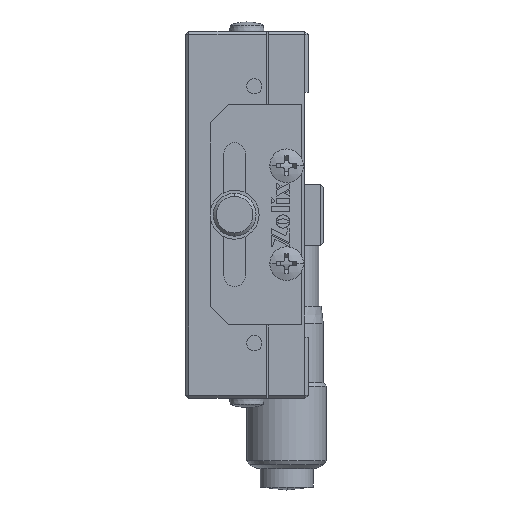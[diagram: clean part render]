
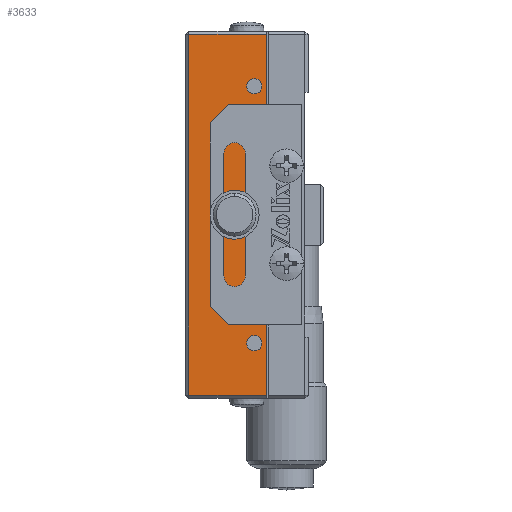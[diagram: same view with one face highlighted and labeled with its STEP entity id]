
A CAD part, left-side view. The second image highlights one B-rep face of the part: STEP entity #3633.
In plain terms, the highlighted planar face has unit normal (-1, 0, 0).
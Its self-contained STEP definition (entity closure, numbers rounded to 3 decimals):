
#34 = ORIENTED_EDGE ( 'NONE', *, *, #9195, .T. ) ;
#133 = EDGE_CURVE ( 'NONE', #19454, #23013, #15125, .T. ) ;
#195 = CARTESIAN_POINT ( 'NONE',  ( -31.678, -8.172, 92.3 ) ) ;
#339 = ORIENTED_EDGE ( 'NONE', *, *, #6016, .F. ) ;
#345 = CARTESIAN_POINT ( 'NONE',  ( -31.678, -8.172, 50.3 ) ) ;
#487 = EDGE_CURVE ( 'NONE', #898, #8759, #706, .T. ) ;
#706 = CIRCLE ( 'NONE', #23899, 1.25 ) ;
#898 = VERTEX_POINT ( 'NONE', #23158 ) ;
#1067 = CARTESIAN_POINT ( 'NONE',  ( -31.678, -4.972, 70.05 ) ) ;
#1980 = CARTESIAN_POINT ( 'NONE',  ( -31.678, -4.972, 71.3 ) ) ;
#2134 = AXIS2_PLACEMENT_3D ( 'NONE', #10135, #23167, #11993 ) ;
#2622 = VERTEX_POINT ( 'NONE', #21434 ) ;
#2680 = CARTESIAN_POINT ( 'NONE',  ( -31.678, -8.172, 81.05 ) ) ;
#2890 = DIRECTION ( 'NONE',  ( 0., 0., 1. ) ) ;
#3148 = VECTOR ( 'NONE', #11613, 1000. ) ;
#3182 = ORIENTED_EDGE ( 'NONE', *, *, #4520, .F. ) ;
#3633 = ADVANCED_FACE ( 'NONE', ( #13644, #18013, #16839, #19182, #21785, #16254 ), #5386, .T. ) ;
#3755 = VECTOR ( 'NONE', #8678, 1000. ) ;
#4013 = EDGE_CURVE ( 'NONE', #8759, #898, #10103, .T. ) ;
#4038 = VERTEX_POINT ( 'NONE', #18083 ) ;
#4445 = AXIS2_PLACEMENT_3D ( 'NONE', #6822, #20044, #10820 ) ;
#4509 = CARTESIAN_POINT ( 'NONE',  ( -31.678, -10.172, 100.8 ) ) ;
#4520 = EDGE_CURVE ( 'NONE', #8131, #11142, #5422, .T. ) ;
#4526 = CARTESIAN_POINT ( 'NONE',  ( -31.678, 2.528, 41.3 ) ) ;
#4702 = CARTESIAN_POINT ( 'NONE',  ( -31.678, -8.172, 50.3 ) ) ;
#4864 = EDGE_CURVE ( 'NONE', #4038, #21421, #5988, .T. ) ;
#4904 = CARTESIAN_POINT ( 'NONE',  ( -31.678, -8.172, 92.3 ) ) ;
#4926 = ORIENTED_EDGE ( 'NONE', *, *, #8313, .F. ) ;
#5046 = ORIENTED_EDGE ( 'NONE', *, *, #4864, .T. ) ;
#5305 = DIRECTION ( 'NONE',  ( -1., 0., 0. ) ) ;
#5386 = PLANE ( 'NONE',  #15387 ) ;
#5422 = CIRCLE ( 'NONE', #9779, 1.25 ) ;
#5429 = CARTESIAN_POINT ( 'NONE',  ( -31.678, -10.172, 41.8 ) ) ;
#5458 = DIRECTION ( 'NONE',  ( 0., 0., 1. ) ) ;
#5667 = CARTESIAN_POINT ( 'NONE',  ( -31.678, -8.172, 49.05 ) ) ;
#5827 = CARTESIAN_POINT ( 'NONE',  ( -31.678, -10.172, 41.3 ) ) ;
#5988 = LINE ( 'NONE', #4526, #8020 ) ;
#6016 = EDGE_CURVE ( 'NONE', #9731, #20574, #10286, .T. ) ;
#6151 = ORIENTED_EDGE ( 'NONE', *, *, #4013, .F. ) ;
#6203 = AXIS2_PLACEMENT_3D ( 'NONE', #4904, #23420, #2890 ) ;
#6252 = CARTESIAN_POINT ( 'NONE',  ( -31.678, -8.172, 82.3 ) ) ;
#6269 = ORIENTED_EDGE ( 'NONE', *, *, #11554, .F. ) ;
#6429 = CIRCLE ( 'NONE', #14724, 1.25 ) ;
#6481 = DIRECTION ( 'NONE',  ( 0., 0., 1. ) ) ;
#6619 = AXIS2_PLACEMENT_3D ( 'NONE', #6252, #10078, #13916 ) ;
#6631 = CARTESIAN_POINT ( 'NONE',  ( -31.678, -8.172, 82.3 ) ) ;
#6822 = CARTESIAN_POINT ( 'NONE',  ( -31.678, -8.172, 60.3 ) ) ;
#7015 = CARTESIAN_POINT ( 'NONE',  ( -31.678, -8.172, 51.55 ) ) ;
#7050 = CARTESIAN_POINT ( 'NONE',  ( -31.678, -8.172, 83.55 ) ) ;
#7499 = VERTEX_POINT ( 'NONE', #20953 ) ;
#8020 = VECTOR ( 'NONE', #8266, 1000. ) ;
#8131 = VERTEX_POINT ( 'NONE', #2680 ) ;
#8266 = DIRECTION ( 'NONE',  ( 0., 0., -1. ) ) ;
#8309 = CIRCLE ( 'NONE', #2134, 1.25 ) ;
#8313 = EDGE_CURVE ( 'NONE', #7499, #2622, #6429, .T. ) ;
#8354 = DIRECTION ( 'NONE',  ( -1., 0., 0. ) ) ;
#8678 = DIRECTION ( 'NONE',  ( 0., 1., 0. ) ) ;
#8688 = LINE ( 'NONE', #5827, #3148 ) ;
#8759 = VERTEX_POINT ( 'NONE', #9280 ) ;
#8844 = EDGE_LOOP ( 'NONE', ( #6151, #13825 ) ) ;
#9195 = EDGE_CURVE ( 'NONE', #13653, #4038, #13684, .T. ) ;
#9280 = CARTESIAN_POINT ( 'NONE',  ( -31.678, -8.172, 61.55 ) ) ;
#9496 = CARTESIAN_POINT ( 'NONE',  ( -31.678, -4.972, 72.55 ) ) ;
#9731 = VERTEX_POINT ( 'NONE', #7015 ) ;
#9779 = AXIS2_PLACEMENT_3D ( 'NONE', #6631, #19539, #6481 ) ;
#10078 = DIRECTION ( 'NONE',  ( -1., 0., 0. ) ) ;
#10103 = CIRCLE ( 'NONE', #4445, 1.25 ) ;
#10135 = CARTESIAN_POINT ( 'NONE',  ( -31.678, -4.972, 71.3 ) ) ;
#10247 = DIRECTION ( 'NONE',  ( 0., 0., 1. ) ) ;
#10286 = CIRCLE ( 'NONE', #19027, 1.25 ) ;
#10820 = DIRECTION ( 'NONE',  ( 0., 0., 1. ) ) ;
#11142 = VERTEX_POINT ( 'NONE', #7050 ) ;
#11554 = EDGE_CURVE ( 'NONE', #23013, #19454, #8309, .T. ) ;
#11613 = DIRECTION ( 'NONE',  ( 0., 0., 1. ) ) ;
#11830 = EDGE_CURVE ( 'NONE', #11142, #8131, #13860, .T. ) ;
#11993 = DIRECTION ( 'NONE',  ( 0., 0., 1. ) ) ;
#12228 = EDGE_LOOP ( 'NONE', ( #339, #14027 ) ) ;
#12598 = CARTESIAN_POINT ( 'NONE',  ( -31.678, 2.528, 41.8 ) ) ;
#12841 = DIRECTION ( 'NONE',  ( 0., -1., 0. ) ) ;
#13024 = DIRECTION ( 'NONE',  ( -1., 0., 0. ) ) ;
#13199 = DIRECTION ( 'NONE',  ( 0., 0., 1. ) ) ;
#13209 = DIRECTION ( 'NONE',  ( -1., 0., 0. ) ) ;
#13641 = CIRCLE ( 'NONE', #6203, 1.25 ) ;
#13644 = FACE_OUTER_BOUND ( 'NONE', #21232, .T. ) ;
#13653 = VERTEX_POINT ( 'NONE', #4509 ) ;
#13684 = LINE ( 'NONE', #19947, #3755 ) ;
#13825 = ORIENTED_EDGE ( 'NONE', *, *, #487, .F. ) ;
#13860 = CIRCLE ( 'NONE', #6619, 1.25 ) ;
#13911 = AXIS2_PLACEMENT_3D ( 'NONE', #345, #22554, #13199 ) ;
#13916 = DIRECTION ( 'NONE',  ( 0., 0., 1. ) ) ;
#14027 = ORIENTED_EDGE ( 'NONE', *, *, #22701, .F. ) ;
#14254 = AXIS2_PLACEMENT_3D ( 'NONE', #1980, #13024, #14760 ) ;
#14518 = VECTOR ( 'NONE', #12841, 1000. ) ;
#14724 = AXIS2_PLACEMENT_3D ( 'NONE', #195, #13209, #5458 ) ;
#14760 = DIRECTION ( 'NONE',  ( 0., 0., 1. ) ) ;
#14771 = DIRECTION ( 'NONE',  ( -1., 0., 0. ) ) ;
#14965 = EDGE_CURVE ( 'NONE', #16132, #13653, #8688, .T. ) ;
#15102 = LINE ( 'NONE', #5429, #14518 ) ;
#15125 = CIRCLE ( 'NONE', #14254, 1.25 ) ;
#15279 = EDGE_CURVE ( 'NONE', #2622, #7499, #13641, .T. ) ;
#15387 = AXIS2_PLACEMENT_3D ( 'NONE', #22165, #5305, #18352 ) ;
#15695 = CARTESIAN_POINT ( 'NONE',  ( -31.678, -10.172, 41.8 ) ) ;
#16132 = VERTEX_POINT ( 'NONE', #15695 ) ;
#16254 = FACE_BOUND ( 'NONE', #22904, .T. ) ;
#16629 = CARTESIAN_POINT ( 'NONE',  ( -31.678, -8.172, 60.3 ) ) ;
#16839 = FACE_BOUND ( 'NONE', #8844, .T. ) ;
#17682 = ORIENTED_EDGE ( 'NONE', *, *, #133, .F. ) ;
#18013 = FACE_BOUND ( 'NONE', #23723, .T. ) ;
#18083 = CARTESIAN_POINT ( 'NONE',  ( -31.678, 2.528, 100.8 ) ) ;
#18352 = DIRECTION ( 'NONE',  ( 0., 0., 1. ) ) ;
#19027 = AXIS2_PLACEMENT_3D ( 'NONE', #4702, #8354, #10247 ) ;
#19182 = FACE_BOUND ( 'NONE', #12228, .T. ) ;
#19454 = VERTEX_POINT ( 'NONE', #9496 ) ;
#19539 = DIRECTION ( 'NONE',  ( -1., 0., 0. ) ) ;
#19629 = ORIENTED_EDGE ( 'NONE', *, *, #15279, .F. ) ;
#19947 = CARTESIAN_POINT ( 'NONE',  ( -31.678, -10.172, 100.8 ) ) ;
#20044 = DIRECTION ( 'NONE',  ( -1., 0., 0. ) ) ;
#20574 = VERTEX_POINT ( 'NONE', #5667 ) ;
#20953 = CARTESIAN_POINT ( 'NONE',  ( -31.678, -8.172, 93.55 ) ) ;
#21232 = EDGE_LOOP ( 'NONE', ( #23771, #34, #5046, #21823 ) ) ;
#21335 = EDGE_CURVE ( 'NONE', #21421, #16132, #15102, .T. ) ;
#21421 = VERTEX_POINT ( 'NONE', #12598 ) ;
#21434 = CARTESIAN_POINT ( 'NONE',  ( -31.678, -8.172, 91.05 ) ) ;
#21470 = ORIENTED_EDGE ( 'NONE', *, *, #11830, .F. ) ;
#21753 = CIRCLE ( 'NONE', #13911, 1.25 ) ;
#21785 = FACE_BOUND ( 'NONE', #24130, .T. ) ;
#21823 = ORIENTED_EDGE ( 'NONE', *, *, #21335, .T. ) ;
#22165 = CARTESIAN_POINT ( 'NONE',  ( -31.678, -10.172, 41.3 ) ) ;
#22554 = DIRECTION ( 'NONE',  ( -1., 0., 0. ) ) ;
#22701 = EDGE_CURVE ( 'NONE', #20574, #9731, #21753, .T. ) ;
#22904 = EDGE_LOOP ( 'NONE', ( #21470, #3182 ) ) ;
#23013 = VERTEX_POINT ( 'NONE', #1067 ) ;
#23158 = CARTESIAN_POINT ( 'NONE',  ( -31.678, -8.172, 59.05 ) ) ;
#23167 = DIRECTION ( 'NONE',  ( -1., 0., 0. ) ) ;
#23420 = DIRECTION ( 'NONE',  ( -1., 0., 0. ) ) ;
#23723 = EDGE_LOOP ( 'NONE', ( #17682, #6269 ) ) ;
#23771 = ORIENTED_EDGE ( 'NONE', *, *, #14965, .T. ) ;
#23874 = DIRECTION ( 'NONE',  ( 0., 0., 1. ) ) ;
#23899 = AXIS2_PLACEMENT_3D ( 'NONE', #16629, #14771, #23874 ) ;
#24130 = EDGE_LOOP ( 'NONE', ( #4926, #19629 ) ) ;
